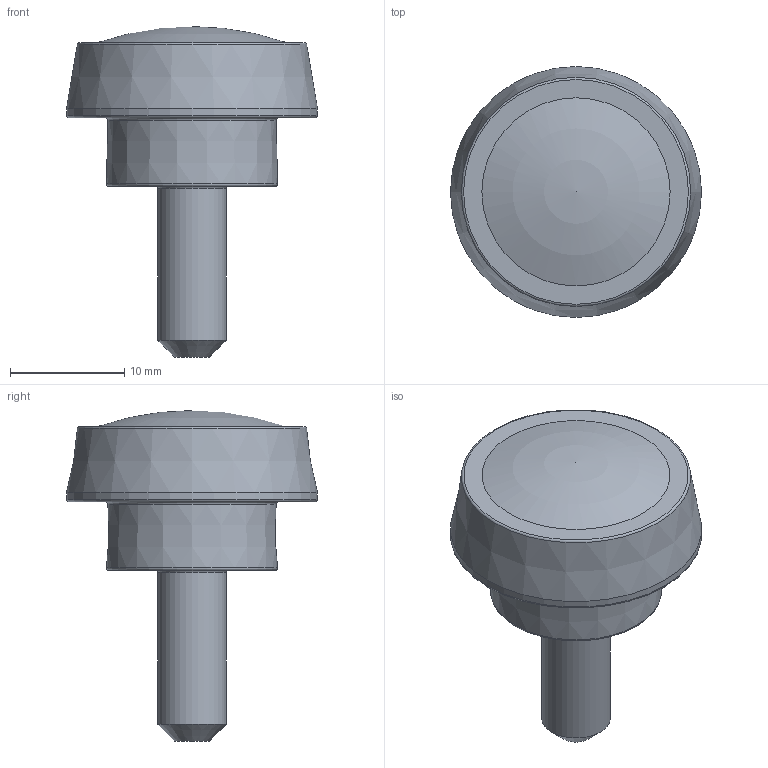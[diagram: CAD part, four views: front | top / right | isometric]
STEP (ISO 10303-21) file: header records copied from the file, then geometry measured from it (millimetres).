
FILE_DESCRIPTION( ( 'Unknown' ), '1' );
FILE_NAME( '6331020_ZP22_M06x15.stp', 'Unknown', ( 'Unknown' ), ( 'Unknown' ), 'PSStep 11.0', 'Unknown', ' ' );
FILE_SCHEMA( ( 'AUTOMOTIVE_DESIGN { 1 0 10303 214 1 1 1 1 }' ) );
Length unit declared in the file: millimetre
Products named in the file (1): 1833208
Bounding box: 22 x 22 x 29 mm (x, y, z)
Volume: 3701 mm3; surface area: 2069.2 mm2
Topology: 1 solids, 2 shells, 24 faces, 42 edges, 26 vertices
Faces by surface type: plane 8, torus 5, cylinder 5, cone 5, sphere 1
Full cylindrical faces by diameter (mm): 6 x2, 6.4 x1, 8 x1, 22 x1
Entity records: 670 total; most frequent: DIRECTION 94, CARTESIAN_POINT 69, AXIS2_PLACEMENT_3D 47, EDGE_LOOP 44, ORIENTED_EDGE 44, FACE_OUTER_BOUND 34, STYLED_ITEM 24, PRESENTATION_STYLE_ASSIGNMENT 24
